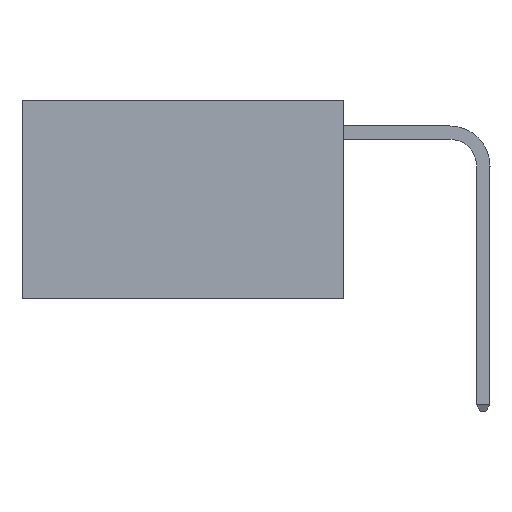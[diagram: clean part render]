
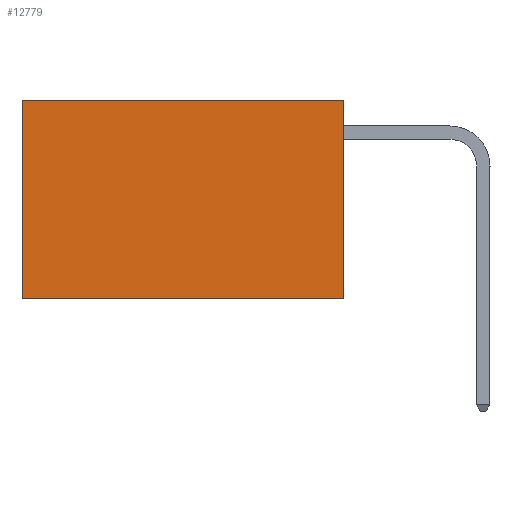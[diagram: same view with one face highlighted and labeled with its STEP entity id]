
A CAD part, left-side view. The second image highlights one B-rep face of the part: STEP entity #12779.
In plain terms, the highlighted planar face has unit normal (-1, 0, 0).
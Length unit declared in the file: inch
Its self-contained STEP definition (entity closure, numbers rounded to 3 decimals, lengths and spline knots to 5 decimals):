
#132 = ORIENTED_EDGE ( 'NONE', *, *, #18374, .T. ) ;
#844 = CARTESIAN_POINT ( 'NONE',  ( 0.2625, 0.6, 0. ) ) ;
#1328 = DIRECTION ( 'NONE',  ( 0., 1., 0. ) ) ;
#2023 = CARTESIAN_POINT ( 'NONE',  ( 0.2625, 0., 0. ) ) ;
#2460 = VERTEX_POINT ( 'NONE', #2768 ) ;
#2690 = VECTOR ( 'NONE', #1328, 39.37008 ) ;
#2748 = DIRECTION ( 'NONE',  ( 1., 0., 0. ) ) ;
#2768 = CARTESIAN_POINT ( 'NONE',  ( 0.2625, 0., 0. ) ) ;
#3466 = AXIS2_PLACEMENT_3D ( 'NONE', #4711, #2748, #8632 ) ;
#4711 = CARTESIAN_POINT ( 'NONE',  ( 0.2625, 0., 0. ) ) ;
#5584 = VERTEX_POINT ( 'NONE', #11677 ) ;
#5692 = CARTESIAN_POINT ( 'NONE',  ( 0.2625, 0., 0. ) ) ;
#6754 = EDGE_CURVE ( 'NONE', #2460, #5584, #19243, .T. ) ;
#7321 = VECTOR ( 'NONE', #14413, 39.37008 ) ;
#8632 = DIRECTION ( 'NONE',  ( 0., 0., -1. ) ) ;
#9856 = ORIENTED_EDGE ( 'NONE', *, *, #6754, .T. ) ;
#10305 = VERTEX_POINT ( 'NONE', #18594 ) ;
#10717 = EDGE_LOOP ( 'NONE', ( #132, #15318, #15655, #9856 ) ) ;
#10846 = VERTEX_POINT ( 'NONE', #24043 ) ;
#11677 = CARTESIAN_POINT ( 'NONE',  ( 0.2625, 0.6, 0. ) ) ;
#11862 = LINE ( 'NONE', #844, #7321 ) ;
#12779 = ADVANCED_FACE ( 'NONE', ( #13393 ), #20159, .F. ) ;
#13393 = FACE_OUTER_BOUND ( 'NONE', #10717, .T. ) ;
#14156 = EDGE_CURVE ( 'NONE', #10305, #10846, #24291, .T. ) ;
#14413 = DIRECTION ( 'NONE',  ( 0., 0., -1. ) ) ;
#14760 = LINE ( 'NONE', #2023, #20480 ) ;
#15318 = ORIENTED_EDGE ( 'NONE', *, *, #14156, .F. ) ;
#15655 = ORIENTED_EDGE ( 'NONE', *, *, #21068, .F. ) ;
#16745 = CARTESIAN_POINT ( 'NONE',  ( 0.2625, 0., -0.37 ) ) ;
#18374 = EDGE_CURVE ( 'NONE', #5584, #10846, #11862, .T. ) ;
#18594 = CARTESIAN_POINT ( 'NONE',  ( 0.2625, 0., -0.37 ) ) ;
#19243 = LINE ( 'NONE', #5692, #23616 ) ;
#20159 = PLANE ( 'NONE',  #3466 ) ;
#20480 = VECTOR ( 'NONE', #21365, 39.37008 ) ;
#21068 = EDGE_CURVE ( 'NONE', #2460, #10305, #14760, .T. ) ;
#21365 = DIRECTION ( 'NONE',  ( 0., 0., -1. ) ) ;
#23616 = VECTOR ( 'NONE', #24817, 39.37008 ) ;
#24043 = CARTESIAN_POINT ( 'NONE',  ( 0.2625, 0.6, -0.37 ) ) ;
#24291 = LINE ( 'NONE', #16745, #2690 ) ;
#24817 = DIRECTION ( 'NONE',  ( 0., 1., 0. ) ) ;
